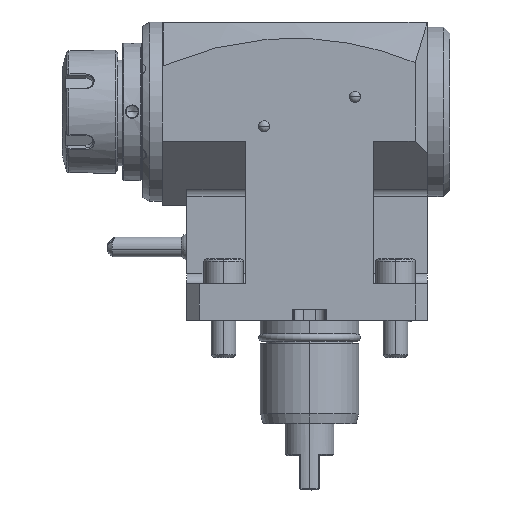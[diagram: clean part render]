
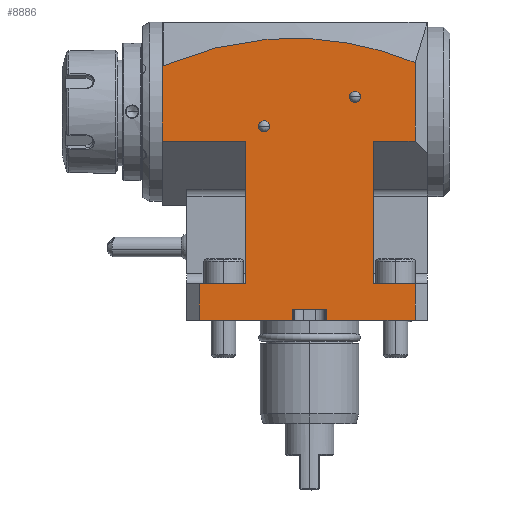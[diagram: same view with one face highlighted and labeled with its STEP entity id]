
A CAD part, top view. The second image highlights one B-rep face of the part: STEP entity #8886.
In plain terms, the highlighted planar face has unit normal (0, 0, 1).
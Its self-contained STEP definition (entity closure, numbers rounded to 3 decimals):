
#1699=DIRECTION('',(0.,1.,0.));
#1700=VECTOR('',#1699,30.687);
#1701=CARTESIAN_POINT('',(0.,73.,40.));
#1702=LINE('',#1701,#1700);
#2119=DIRECTION('',(-1.,0.,0.));
#2120=VECTOR('',#2119,38.);
#2121=CARTESIAN_POINT('',(53.,0.,40.));
#2122=LINE('',#2121,#2120);
#2189=DIRECTION('',(-1.,0.,0.));
#2190=VECTOR('',#2189,36.);
#2191=CARTESIAN_POINT('',(103.,0.,40.));
#2192=LINE('',#2191,#2190);
#2416=DIRECTION('',(1.,0.,0.));
#2417=VECTOR('',#2416,34.);
#2418=CARTESIAN_POINT('',(0.,73.,40.));
#2419=LINE('',#2418,#2417);
#2420=DIRECTION('',(0.,1.,0.));
#2421=VECTOR('',#2420,58.);
#2422=CARTESIAN_POINT('',(86.,15.,40.));
#2423=LINE('',#2422,#2421);
#2424=DIRECTION('',(-1.,0.,0.));
#2425=VECTOR('',#2424,17.);
#2426=CARTESIAN_POINT('',(103.,15.,40.));
#2427=LINE('',#2426,#2425);
#2428=DIRECTION('',(-1.,0.,0.));
#2429=VECTOR('',#2428,19.);
#2430=CARTESIAN_POINT('',(34.,15.,40.));
#2431=LINE('',#2430,#2429);
#2432=DIRECTION('',(0.,1.,0.));
#2433=VECTOR('',#2432,58.);
#2434=CARTESIAN_POINT('',(34.,15.,40.));
#2435=LINE('',#2434,#2433);
#2436=CARTESIAN_POINT('',(0.5,103.687,40.));
#2437=CARTESIAN_POINT('',(17.508,110.957,40.));
#2438=CARTESIAN_POINT('',(51.599,118.434,40.));
#2439=CARTESIAN_POINT('',(85.841,111.859,40.));
#2440=CARTESIAN_POINT('',(103.,104.954,40.));
#2442=DIRECTION('',(0.,-1.,0.));
#2443=VECTOR('',#2442,31.954);
#2444=CARTESIAN_POINT('',(103.,104.954,40.));
#2445=LINE('',#2444,#2443);
#2446=CARTESIAN_POINT('',(41.5,79.,40.));
#2447=DIRECTION('',(0.,0.,-1.));
#2448=DIRECTION('',(-1.,0.,0.));
#2449=AXIS2_PLACEMENT_3D('',#2446,#2447,#2448);
#2451=CARTESIAN_POINT('',(41.5,79.,40.));
#2452=DIRECTION('',(0.,0.,-1.));
#2453=DIRECTION('',(1.,0.,0.));
#2454=AXIS2_PLACEMENT_3D('',#2451,#2452,#2453);
#2456=CARTESIAN_POINT('',(78.5,91.,40.));
#2457=DIRECTION('',(0.,0.,-1.));
#2458=DIRECTION('',(-1.,0.,0.));
#2459=AXIS2_PLACEMENT_3D('',#2456,#2457,#2458);
#2461=CARTESIAN_POINT('',(78.5,91.,40.));
#2462=DIRECTION('',(0.,0.,-1.));
#2463=DIRECTION('',(1.,0.,0.));
#2464=AXIS2_PLACEMENT_3D('',#2461,#2462,#2463);
#2470=DIRECTION('',(1.,0.,0.));
#2471=VECTOR('',#2470,17.);
#2472=CARTESIAN_POINT('',(86.,73.,40.));
#2473=LINE('',#2472,#2471);
#2483=CARTESIAN_POINT('',(103.,104.954,40.));
#2520=DIRECTION('',(-1.,0.,0.));
#2521=VECTOR('',#2520,0.5);
#2522=CARTESIAN_POINT('',(0.5,103.687,40.));
#2523=LINE('',#2522,#2521);
#2602=DIRECTION('',(0.,1.,0.));
#2603=VECTOR('',#2602,15.);
#2604=CARTESIAN_POINT('',(103.,0.,40.));
#2605=LINE('',#2604,#2603);
#2636=DIRECTION('',(0.,-1.,0.));
#2637=VECTOR('',#2636,4.5);
#2638=CARTESIAN_POINT('',(67.,4.5,40.));
#2639=LINE('',#2638,#2637);
#2732=DIRECTION('',(0.,1.,0.));
#2733=VECTOR('',#2732,4.5);
#2734=CARTESIAN_POINT('',(53.,0.,40.));
#2735=LINE('',#2734,#2733);
#2757=DIRECTION('',(1.,0.,0.));
#2758=VECTOR('',#2757,14.);
#2759=CARTESIAN_POINT('',(53.,4.5,40.));
#2760=LINE('',#2759,#2758);
#2778=DIRECTION('',(0.,-1.,0.));
#2779=VECTOR('',#2778,15.);
#2780=CARTESIAN_POINT('',(15.,15.,40.));
#2781=LINE('',#2780,#2779);
#4733=CARTESIAN_POINT('',(67.,4.5,40.));
#4735=VERTEX_POINT('',#4733);
#4742=VERTEX_POINT('',#2483);
#4758=CARTESIAN_POINT('',(103.,73.,40.));
#4759=VERTEX_POINT('',#4758);
#4844=CARTESIAN_POINT('',(53.,4.5,40.));
#4845=VERTEX_POINT('',#4844);
#5221=CARTESIAN_POINT('',(39.25,79.,40.));
#5222=CARTESIAN_POINT('',(43.75,79.,40.));
#5223=VERTEX_POINT('',#5221);
#5224=VERTEX_POINT('',#5222);
#5227=CARTESIAN_POINT('',(76.25,91.,40.));
#5228=CARTESIAN_POINT('',(80.75,91.,40.));
#5229=VERTEX_POINT('',#5227);
#5230=VERTEX_POINT('',#5228);
#5238=CARTESIAN_POINT('',(103.,0.,40.));
#5240=VERTEX_POINT('',#5238);
#5260=CARTESIAN_POINT('',(15.,0.,40.));
#5262=VERTEX_POINT('',#5260);
#5269=CARTESIAN_POINT('',(34.,15.,40.));
#5270=CARTESIAN_POINT('',(15.,15.,40.));
#5271=VERTEX_POINT('',#5269);
#5272=VERTEX_POINT('',#5270);
#5273=CARTESIAN_POINT('',(0.,73.,40.));
#5274=CARTESIAN_POINT('',(0.,103.687,40.));
#5275=VERTEX_POINT('',#5273);
#5276=VERTEX_POINT('',#5274);
#5281=CARTESIAN_POINT('',(67.,0.,40.));
#5282=VERTEX_POINT('',#5281);
#5291=CARTESIAN_POINT('',(53.,0.,40.));
#5292=VERTEX_POINT('',#5291);
#5317=CARTESIAN_POINT('',(103.,15.,40.));
#5318=CARTESIAN_POINT('',(86.,15.,40.));
#5319=VERTEX_POINT('',#5317);
#5320=VERTEX_POINT('',#5318);
#5494=CARTESIAN_POINT('',(0.5,103.687,40.));
#5496=VERTEX_POINT('',#5494);
#5633=CARTESIAN_POINT('',(86.,73.,40.));
#5634=VERTEX_POINT('',#5633);
#5642=CARTESIAN_POINT('',(34.,73.,40.));
#5643=VERTEX_POINT('',#5642);
#8837=CARTESIAN_POINT('',(0.,121.5,40.));
#8838=DIRECTION('',(0.,0.,1.));
#8839=DIRECTION('',(0.,-1.,0.));
#8840=AXIS2_PLACEMENT_3D('',#8837,#8838,#8839);
#8841=PLANE('',#8840);
#8843=ORIENTED_EDGE('',*,*,#8842,.F.);
#8845=ORIENTED_EDGE('',*,*,#8844,.F.);
#8847=ORIENTED_EDGE('',*,*,#8846,.F.);
#8849=ORIENTED_EDGE('',*,*,#8848,.F.);
#8850=ORIENTED_EDGE('',*,*,#8623,.T.);
#8852=ORIENTED_EDGE('',*,*,#8851,.F.);
#8854=ORIENTED_EDGE('',*,*,#8853,.F.);
#8856=ORIENTED_EDGE('',*,*,#8855,.F.);
#8857=ORIENTED_EDGE('',*,*,#8591,.T.);
#8859=ORIENTED_EDGE('',*,*,#8858,.F.);
#8861=ORIENTED_EDGE('',*,*,#8860,.F.);
#8863=ORIENTED_EDGE('',*,*,#8862,.T.);
#8864=ORIENTED_EDGE('',*,*,#8826,.F.);
#8865=ORIENTED_EDGE('',*,*,#8100,.T.);
#8867=ORIENTED_EDGE('',*,*,#8866,.F.);
#8869=ORIENTED_EDGE('',*,*,#8868,.T.);
#8871=ORIENTED_EDGE('',*,*,#8870,.T.);
#8872=EDGE_LOOP('',(#8843,#8845,#8847,#8849,#8850,#8852,#8854,#8856,#8857,#8859,
#8861,#8863,#8864,#8865,#8867,#8869,#8871));
#8873=FACE_OUTER_BOUND('',#8872,.F.);
#8875=ORIENTED_EDGE('',*,*,#8874,.F.);
#8877=ORIENTED_EDGE('',*,*,#8876,.F.);
#8878=EDGE_LOOP('',(#8875,#8877));
#8879=FACE_BOUND('',#8878,.F.);
#8881=ORIENTED_EDGE('',*,*,#8880,.F.);
#8883=ORIENTED_EDGE('',*,*,#8882,.F.);
#8884=EDGE_LOOP('',(#8881,#8883));
#8885=FACE_BOUND('',#8884,.F.);
#2441=B_SPLINE_CURVE_WITH_KNOTS('',3,(#2436,#2437,#2438,#2439,#2440),
.UNSPECIFIED.,.F.,.F.,(4,1,4),(0.,0.5,1.),.UNSPECIFIED.);
#2450=CIRCLE('',#2449,2.25);
#2455=CIRCLE('',#2454,2.25);
#2460=CIRCLE('',#2459,2.25);
#2465=CIRCLE('',#2464,2.25);
#8100=EDGE_CURVE('',#5275,#5276,#1702,.T.);
#8591=EDGE_CURVE('',#5292,#5262,#2122,.T.);
#8623=EDGE_CURVE('',#5240,#5282,#2192,.T.);
#8826=EDGE_CURVE('',#5275,#5643,#2419,.T.);
#8842=EDGE_CURVE('',#5634,#4759,#2473,.T.);
#8844=EDGE_CURVE('',#5320,#5634,#2423,.T.);
#8846=EDGE_CURVE('',#5319,#5320,#2427,.T.);
#8848=EDGE_CURVE('',#5240,#5319,#2605,.T.);
#8851=EDGE_CURVE('',#4735,#5282,#2639,.T.);
#8853=EDGE_CURVE('',#4845,#4735,#2760,.T.);
#8855=EDGE_CURVE('',#5292,#4845,#2735,.T.);
#8858=EDGE_CURVE('',#5272,#5262,#2781,.T.);
#8860=EDGE_CURVE('',#5271,#5272,#2431,.T.);
#8862=EDGE_CURVE('',#5271,#5643,#2435,.T.);
#8866=EDGE_CURVE('',#5496,#5276,#2523,.T.);
#8868=EDGE_CURVE('',#5496,#4742,#2441,.T.);
#8870=EDGE_CURVE('',#4742,#4759,#2445,.T.);
#8874=EDGE_CURVE('',#5223,#5224,#2450,.T.);
#8876=EDGE_CURVE('',#5224,#5223,#2455,.T.);
#8880=EDGE_CURVE('',#5229,#5230,#2460,.T.);
#8882=EDGE_CURVE('',#5230,#5229,#2465,.T.);
#8886=ADVANCED_FACE('',(#8873,#8879,#8885),#8841,.T.);
